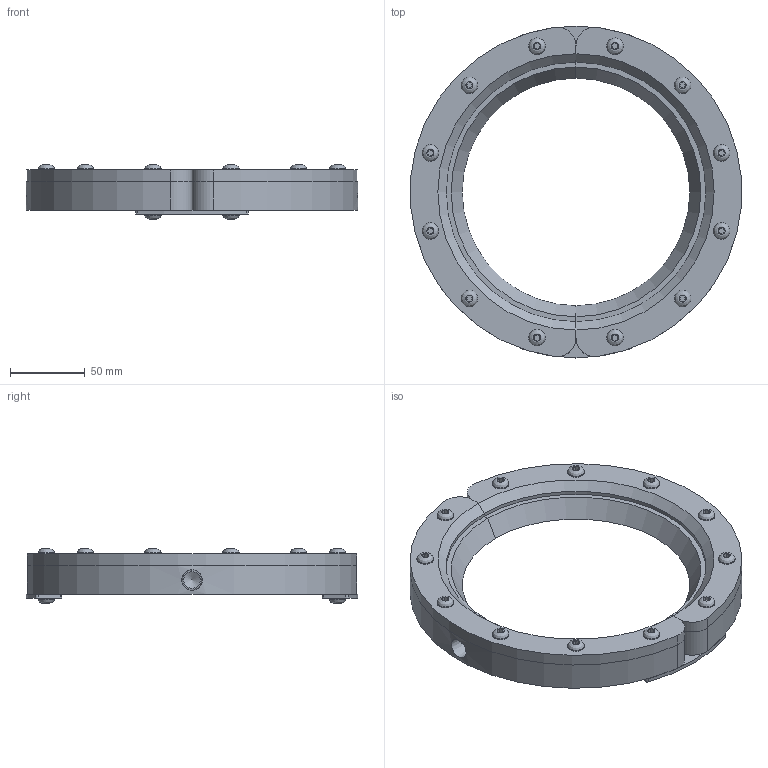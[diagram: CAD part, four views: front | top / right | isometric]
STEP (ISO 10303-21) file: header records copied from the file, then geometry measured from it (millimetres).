
FILE_DESCRIPTION((''),'2;1');
FILE_NAME('2406-3D.stp','2010-06-03T16:06:29',('michael witt'),(''),'Autodesk Inventor 2010','Autodesk Inventor 2010','');
FILE_SCHEMA(('AUTOMOTIVE_DESIGN { 1 0 10303 214 1 1 1 1 }'));
Length unit declared in the file: inch
Products named in the file (23): Assembly16; Part634; Part636; Part638; Part640; Part642; Part644; Part646; Part648; Part650; Part652; Part654; Part656; Part658; Part660; Part662; Part664; Part666; Part668; Part670; Part672; Part674; Part676
Assembly tree (22 placements, depth 2):
  Assembly16
    Part634
    Part636
    Part638
    Part640
    Part642
    Part644
    Part646
    Part648
    Part650
    Part652
    Part654
    Part656
    Part658
    Part660
    Part662
    Part664
    Part666
    Part668
    Part670
    Part672
    Part674
    Part676
Bounding box: 222.25 x 222.25 x 36.33 mm (x, y, z)
Volume: 444708.8 mm3; surface area: 122920.5 mm2
Topology: 22 solids, 22 shells, 321 faces, 731 edges, 488 vertices
Faces by surface type: bspline 129, plane 118, cylinder 60, cone 14
Full cylindrical faces by diameter (mm): 6.35 x16, 7.112 x9, 11.1 x10, 11.114 x1
Entity records: 10335 total; most frequent: CARTESIAN_POINT 3131, DIRECTION 1294, ORIENTED_EDGE 1196, EDGE_CURVE 598, EDGE_LOOP 506, AXIS2_PLACEMENT_3D 463, VERTEX_POINT 452, VECTOR 368
